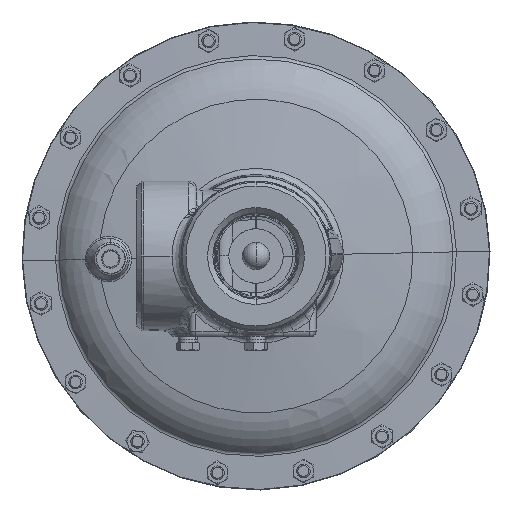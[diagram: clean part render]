
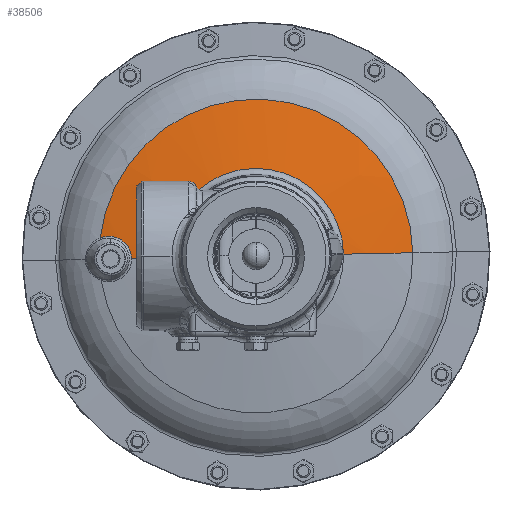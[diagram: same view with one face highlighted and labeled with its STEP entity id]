
A CAD part, front view. The second image highlights one B-rep face of the part: STEP entity #38506.
In plain terms, the highlighted spherical face has radius 584.2 mm.
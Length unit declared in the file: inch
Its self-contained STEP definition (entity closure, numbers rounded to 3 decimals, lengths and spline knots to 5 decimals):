
#297 = CARTESIAN_POINT ( 'NONE',  ( -3.51583, 8.16506, 0.24389 ) ) ;
#996 = CARTESIAN_POINT ( 'NONE',  ( -4.01839, 8.25369, 0.54217 ) ) ;
#1129 = CARTESIAN_POINT ( 'NONE',  ( 0., 8.30252, 0. ) ) ;
#1726 = DIRECTION ( 'NONE',  ( -1., 0., -0.021 ) ) ;
#4087 = ORIENTED_EDGE ( 'NONE', *, *, #89983, .T. ) ;
#11409 = CARTESIAN_POINT ( 'NONE',  ( -3.56006, 8.17271, 0.30667 ) ) ;
#12094 = CARTESIAN_POINT ( 'NONE',  ( -3.43161, 8.1509, 0.01789 ) ) ;
#12916 = CARTESIAN_POINT ( 'NONE',  ( 0., 30.89346, 0. ) ) ;
#13457 = CARTESIAN_POINT ( 'NONE',  ( -4.11951, 8.27181, 0.53969 ) ) ;
#13485 = AXIS2_PLACEMENT_3D ( 'NONE', #14972, #25389, #132790 ) ;
#14972 = CARTESIAN_POINT ( 'NONE',  ( 0., 30.89346, 0. ) ) ;
#20368 = AXIS2_PLACEMENT_3D ( 'NONE', #41305, #27134, #1726 ) ;
#21000 = DIRECTION ( 'NONE',  ( 0., 1., 0. ) ) ;
#21161 = CARTESIAN_POINT ( 'NONE',  ( -3.42614, 8.15007, -0.02001 ) ) ;
#21842 = CARTESIAN_POINT ( 'NONE',  ( -4.04355, 8.25819, 0.54307 ) ) ;
#21968 = CIRCLE ( 'NONE', #117108, 4.31849 ) ;
#22530 = CARTESIAN_POINT ( 'NONE',  ( -3.52985, 8.16748, 0.26562 ) ) ;
#23210 = CARTESIAN_POINT ( 'NONE',  ( -3.85798, 8.22511, 0.51189 ) ) ;
#23355 = FACE_OUTER_BOUND ( 'NONE', #125843, .T. ) ;
#23877 = CARTESIAN_POINT ( 'NONE',  ( -3.43906, 8.15209, 0.05565 ) ) ;
#25389 = DIRECTION ( 'NONE',  ( -0.021, 0., 1. ) ) ;
#26738 = CIRCLE ( 'NONE', #13485, 23. ) ;
#26873 = AXIS2_PLACEMENT_3D ( 'NONE', #84062, #21000, #105519 ) ;
#27134 = DIRECTION ( 'NONE',  ( 0.021, 0., -1. ) ) ;
#32938 = CARTESIAN_POINT ( 'NONE',  ( -3.79809, 8.21448, 0.49113 ) ) ;
#34274 = CARTESIAN_POINT ( 'NONE',  ( -3.66876, 8.19169, 0.41253 ) ) ;
#34415 = DIRECTION ( 'NONE',  ( 1., 0., 0.021 ) ) ;
#38506 = ADVANCED_FACE ( 'NONE', ( #23355 ), #42745, .T. ) ;
#39738 = VERTEX_POINT ( 'NONE', #61486 ) ;
#41305 = CARTESIAN_POINT ( 'NONE',  ( 0., 30.89346, 0. ) ) ;
#42745 = SPHERICAL_SURFACE ( 'NONE', #49468, 23. ) ;
#43306 = CARTESIAN_POINT ( 'NONE',  ( -3.87016, 8.22727, 0.5157 ) ) ;
#43441 = DIRECTION ( 'NONE',  ( 0., -1., 0. ) ) ;
#49468 = AXIS2_PLACEMENT_3D ( 'NONE', #12916, #55219, #34415 ) ;
#53037 = CARTESIAN_POINT ( 'NONE',  ( -3.42405, 8.14979, -0.04539 ) ) ;
#55082 = CARTESIAN_POINT ( 'NONE',  ( -3.9068, 8.23378, 0.52558 ) ) ;
#55219 = DIRECTION ( 'NONE',  ( -0.021, 0., 1. ) ) ;
#55343 = EDGE_CURVE ( 'NONE', #69318, #125473, #73679, .T. ) ;
#57512 = EDGE_CURVE ( 'NONE', #39738, #123424, #69142, .T. ) ;
#59387 = ORIENTED_EDGE ( 'NONE', *, *, #57512, .F. ) ;
#61486 = CARTESIAN_POINT ( 'NONE',  ( 4.31756, 8.30252, 0.08939 ) ) ;
#62101 = ORIENTED_EDGE ( 'NONE', *, *, #92679, .T. ) ;
#63455 = CARTESIAN_POINT ( 'NONE',  ( -3.42353, 8.14979, -0.07088 ) ) ;
#64135 = CARTESIAN_POINT ( 'NONE',  ( -3.96845, 8.24477, 0.53743 ) ) ;
#64823 = CARTESIAN_POINT ( 'NONE',  ( -3.57629, 8.17553, 0.32611 ) ) ;
#65496 = CARTESIAN_POINT ( 'NONE',  ( -3.68932, 8.1953, 0.42763 ) ) ;
#69142 = CIRCLE ( 'NONE', #20368, 23. ) ;
#69318 = VERTEX_POINT ( 'NONE', #73838 ) ;
#73679 = B_SPLINE_CURVE_WITH_KNOTS ( 'NONE', 3,
 ( #95998, #75901, #118128, #13457, #116056, #21842, #996, #64135, #85620, #55082, #95310, #43306, #23210, #32938, #86971, #129243, #65496, #34274, #73826, #75207, #117444, #64823, #11409, #22530, #297, #76570, #118805, #107050, #23877, #108393, #12094, #21161, #53037, #63455 ),
 .UNSPECIFIED., .F., .F.,
 ( 4, 2, 2, 2, 2, 2, 2, 2, 2, 2, 2, 2, 2, 2, 2, 2, 4 ),
 ( 0., 0.00388, 0.00582, 0.00776, 0.0097, 0.01067, 0.01164, 0.01551, 0.01648, 0.01745, 0.01939, 0.02133, 0.02327, 0.02715, 0.02812, 0.02909, 0.03103 ),
 .UNSPECIFIED. ) ;
#73826 = CARTESIAN_POINT ( 'NONE',  ( -3.65868, 8.18992, 0.40464 ) ) ;
#73838 = CARTESIAN_POINT ( 'NONE',  ( -4.28981, 8.30252, 0.49688 ) ) ;
#75091 = VERTEX_POINT ( 'NONE', #82622 ) ;
#75207 = CARTESIAN_POINT ( 'NONE',  ( -3.62937, 8.18479, 0.38023 ) ) ;
#75901 = CARTESIAN_POINT ( 'NONE',  ( -4.24255, 8.29396, 0.51589 ) ) ;
#76570 = CARTESIAN_POINT ( 'NONE',  ( -3.47836, 8.15863, 0.17717 ) ) ;
#77753 = CIRCLE ( 'NONE', #26873, 2.41202 ) ;
#81746 = ORIENTED_EDGE ( 'NONE', *, *, #55343, .T. ) ;
#82622 = CARTESIAN_POINT ( 'NONE',  ( -2.4115, 8.02028, -0.04993 ) ) ;
#84062 = CARTESIAN_POINT ( 'NONE',  ( 0., 8.02028, 0. ) ) ;
#85620 = CARTESIAN_POINT ( 'NONE',  ( -3.94367, 8.24035, 0.53358 ) ) ;
#85727 = EDGE_CURVE ( 'NONE', #125473, #75091, #26738, .T. ) ;
#86971 = CARTESIAN_POINT ( 'NONE',  ( -3.75289, 8.20649, 0.46911 ) ) ;
#87431 = CARTESIAN_POINT ( 'NONE',  ( -3.42353, 8.14979, -0.07088 ) ) ;
#87909 = CARTESIAN_POINT ( 'NONE',  ( 2.4115, 8.02028, 0.04993 ) ) ;
#89983 = EDGE_CURVE ( 'NONE', #39738, #69318, #21968, .T. ) ;
#92679 = EDGE_CURVE ( 'NONE', #75091, #123424, #77753, .T. ) ;
#95310 = CARTESIAN_POINT ( 'NONE',  ( -3.89455, 8.23161, 0.52254 ) ) ;
#95998 = CARTESIAN_POINT ( 'NONE',  ( -4.28981, 8.30252, 0.49688 ) ) ;
#98288 = ORIENTED_EDGE ( 'NONE', *, *, #85727, .T. ) ;
#105519 = DIRECTION ( 'NONE',  ( 1., 0., 0.021 ) ) ;
#106483 = DIRECTION ( 'NONE',  ( -1., 0., -0.021 ) ) ;
#107050 = CARTESIAN_POINT ( 'NONE',  ( -3.44208, 8.15258, 0.06824 ) ) ;
#108393 = CARTESIAN_POINT ( 'NONE',  ( -3.43383, 8.15125, 0.0305 ) ) ;
#116056 = CARTESIAN_POINT ( 'NONE',  ( -4.09426, 8.26728, 0.54183 ) ) ;
#117108 = AXIS2_PLACEMENT_3D ( 'NONE', #1129, #43441, #106483 ) ;
#117444 = CARTESIAN_POINT ( 'NONE',  ( -3.61094, 8.18157, 0.3629 ) ) ;
#118128 = CARTESIAN_POINT ( 'NONE',  ( -4.19405, 8.28521, 0.52887 ) ) ;
#118805 = CARTESIAN_POINT ( 'NONE',  ( -3.45903, 8.15537, 0.13018 ) ) ;
#123424 = VERTEX_POINT ( 'NONE', #87909 ) ;
#125473 = VERTEX_POINT ( 'NONE', #87431 ) ;
#125843 = EDGE_LOOP ( 'NONE', ( #81746, #98288, #62101, #59387, #4087 ) ) ;
#129243 = CARTESIAN_POINT ( 'NONE',  ( -3.69977, 8.19714, 0.43483 ) ) ;
#132790 = DIRECTION ( 'NONE',  ( 1., 0., 0.021 ) ) ;
